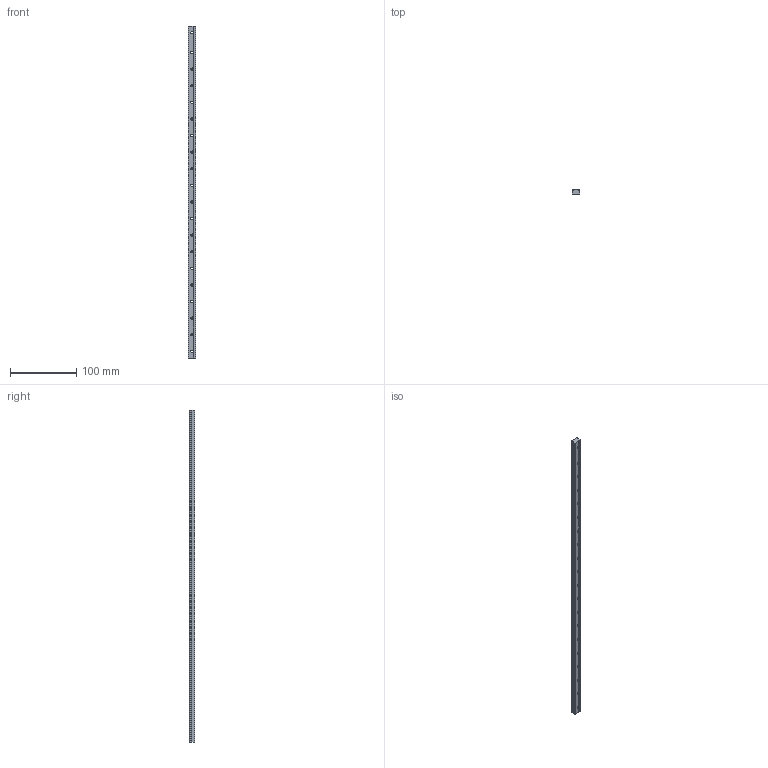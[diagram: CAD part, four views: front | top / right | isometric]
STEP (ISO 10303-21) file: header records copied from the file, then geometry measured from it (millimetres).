
FILE_DESCRIPTION (( 'STEP AP214' ), '1' );
FILE_NAME ('MGN12 LINEAR GUIDE RAIL, CONFIGURABLE, 500 mm.STEP', '2018-10-15T06:56:10', ( '' ), ( '' ), 'SwSTEP 2.0', 'SolidWorks 2018', '' );
FILE_SCHEMA (( 'AUTOMOTIVE_DESIGN' ));
Length unit declared in the file: millimetre
Products named in the file (2): MGN12 LINEAR GUIDE RAIL, CONFIGURABLE, 500 mm
Bounding box: 11.97 x 8 x 500 mm (x, y, z)
Volume: 42184.3 mm3; surface area: 23500.5 mm2
Topology: 1 solids, 1 shells, 138 faces, 408 edges, 272 vertices
Faces by surface type: cylinder 99, plane 39
Entity records: 4999 total; most frequent: CARTESIAN_POINT 1000, DIRECTION 886, ORIENTED_EDGE 816, EDGE_CURVE 408, AXIS2_PLACEMENT_3D 358, VERTEX_POINT 272, CIRCLE 218, EDGE_LOOP 178
